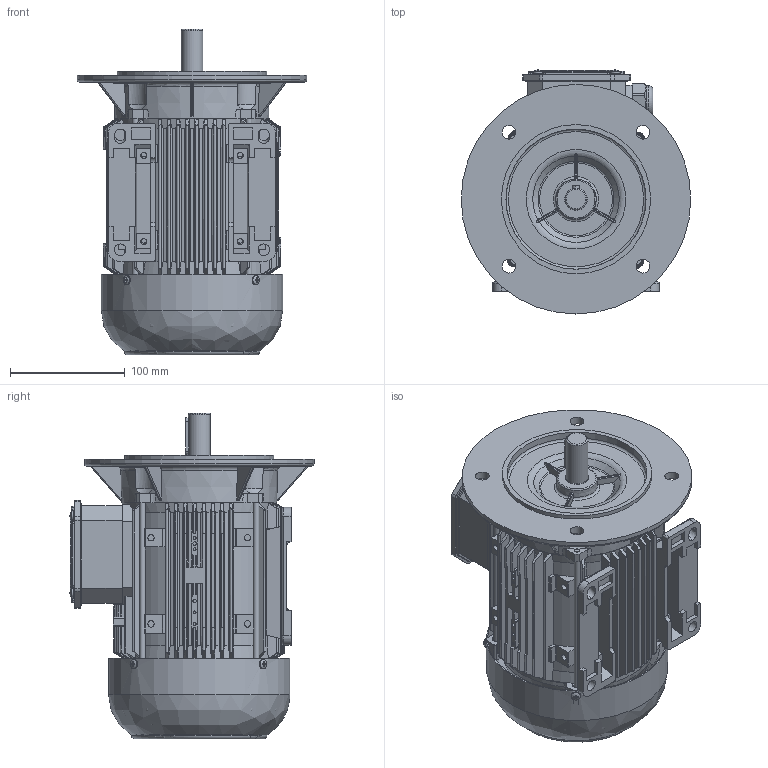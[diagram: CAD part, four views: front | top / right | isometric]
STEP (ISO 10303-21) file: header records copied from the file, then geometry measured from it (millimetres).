
FILE_DESCRIPTION(/* description */ (''),/* implementation_level */ '2;1');
FILE_NAME(/* name */ 'QS80_PA_.stp',/* time_stamp */ '2015-02-24T17:26:44+02:00',/* author */ (''),/* organization */ (''),/* preprocessor_version */ 'ST-DEVELOPER v11',/* originating_system */ 'SIEMENS PLM Software NX 7.5',/* authorisation */ '');
FILE_SCHEMA (('AP203_CONFIGURATION_CONTROLLED_3D_DESIGN_OF_MECHANICAL_PARTS_AND_ASSEMBLIES_MIM_LF'));
Products named in the file (1): AR-000000395624_001
Bounding box: 200 x 212.6 x 283.56 mm (x, y, z)
Volume: 938238.7 mm3; surface area: 588916.8 mm2
Topology: 1 solids, 11 shells, 3056 faces, 8388 edges, 5403 vertices
Faces by surface type: plane 1533, cylinder 818, bspline 382, cone 169, torus 98, extrusion 44, sphere 12
Full cylindrical faces by diameter (mm): 2.5 x10, 3 x4, 3.3 x5, 3.7 x5, 4 x6, 4.2 x4, 4.5 x4, 5 x8, 5.2 x4, 5.5 x12, 5.8 x4, 6.6 x1, 7 x1, 8 x9, 10 x2, 12 x4, 14.5 x1, 15 x1, 18 x1, 19 x1, 19.2 x1, 20 x3, 23.2 x2, 26 x1, 28 x1, 30 x1, 40 x1, 45 x1, 45.5 x1, 48 x1
Entity records: 118671 total; most frequent: CARTESIAN_POINT 44608, ORIENTED_EDGE 16302, DIRECTION 13865, EDGE_CURVE 8151, VERTEX_POINT 5383, AXIS2_PLACEMENT_3D 4873, VECTOR 4119, LINE 4075
